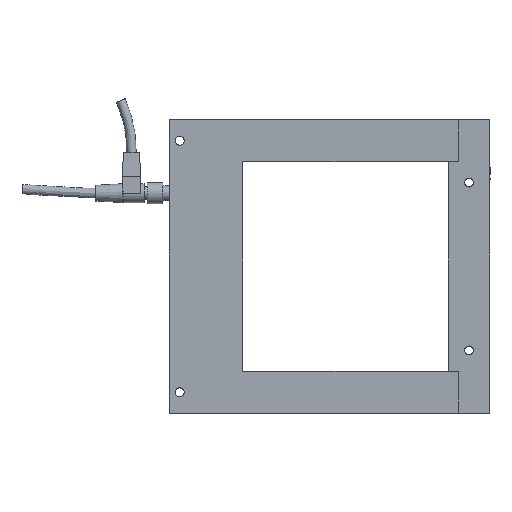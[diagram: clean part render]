
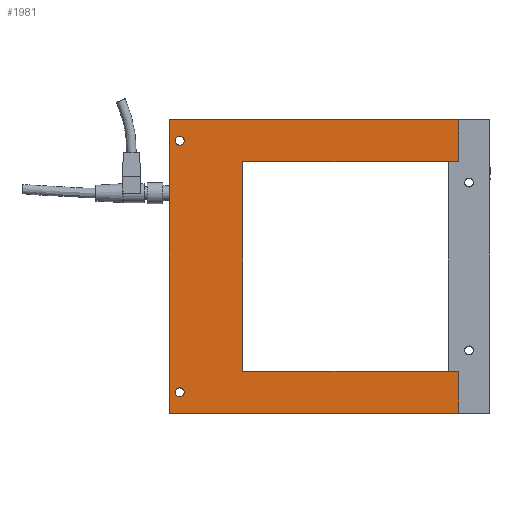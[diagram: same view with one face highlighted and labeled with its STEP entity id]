
A CAD part, top view. The second image highlights one B-rep face of the part: STEP entity #1981.
In plain terms, the highlighted planar face has unit normal (0, 0, 1).
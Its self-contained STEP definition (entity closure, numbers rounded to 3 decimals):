
#99=FACE_BOUND($,#380,.T.);
#100=FACE_BOUND($,#381,.T.);
#179=CIRCLE($,#2129,2.1);
#180=CIRCLE($,#2130,2.1);
#243=FACE_OUTER_BOUND($,#379,.T.);
#379=EDGE_LOOP($,(#1381,#1382,#1383,#1384,#1385,#1386,#1387,#1388));
#380=EDGE_LOOP($,(#1389));
#381=EDGE_LOOP($,(#1390));
#595=LINE($,#2959,#769);
#596=LINE($,#2961,#770);
#597=LINE($,#2963,#771);
#598=LINE($,#2965,#772);
#599=LINE($,#2967,#773);
#600=LINE($,#2969,#774);
#601=LINE($,#2971,#775);
#602=LINE($,#2972,#776);
#769=VECTOR($,#2349,140.);
#770=VECTOR($,#2350,138.);
#771=VECTOR($,#2351,20.);
#772=VECTOR($,#2352,103.);
#773=VECTOR($,#2353,100.);
#774=VECTOR($,#2354,103.);
#775=VECTOR($,#2355,20.);
#776=VECTOR($,#2356,138.);
#943=VERTEX_POINT($,#2957);
#944=VERTEX_POINT($,#2958);
#945=VERTEX_POINT($,#2960);
#946=VERTEX_POINT($,#2962);
#947=VERTEX_POINT($,#2964);
#948=VERTEX_POINT($,#2966);
#949=VERTEX_POINT($,#2968);
#950=VERTEX_POINT($,#2970);
#951=VERTEX_POINT($,#2973);
#952=VERTEX_POINT($,#2975);
#1129=EDGE_CURVE($,#943,#944,#595,.T.);
#1130=EDGE_CURVE($,#944,#945,#596,.T.);
#1131=EDGE_CURVE($,#945,#946,#597,.T.);
#1132=EDGE_CURVE($,#946,#947,#598,.T.);
#1133=EDGE_CURVE($,#947,#948,#599,.T.);
#1134=EDGE_CURVE($,#948,#949,#600,.T.);
#1135=EDGE_CURVE($,#949,#950,#601,.T.);
#1136=EDGE_CURVE($,#950,#943,#602,.T.);
#1137=EDGE_CURVE($,#951,#951,#179,.T.);
#1138=EDGE_CURVE($,#952,#952,#180,.T.);
#1381=ORIENTED_EDGE($,*,*,#1129,.T.);
#1382=ORIENTED_EDGE($,*,*,#1130,.T.);
#1383=ORIENTED_EDGE($,*,*,#1131,.T.);
#1384=ORIENTED_EDGE($,*,*,#1132,.T.);
#1385=ORIENTED_EDGE($,*,*,#1133,.T.);
#1386=ORIENTED_EDGE($,*,*,#1134,.T.);
#1387=ORIENTED_EDGE($,*,*,#1135,.T.);
#1388=ORIENTED_EDGE($,*,*,#1136,.T.);
#1389=ORIENTED_EDGE($,*,*,#1137,.T.);
#1390=ORIENTED_EDGE($,*,*,#1138,.T.);
#1885=PLANE($,#2128);
#1981=ADVANCED_FACE($,(#243,#99,#100),#1885,.T.);
#2128=AXIS2_PLACEMENT_3D($,#2956,#2347,#2348);
#2129=AXIS2_PLACEMENT_3D($,#2974,#2357,#2358);
#2130=AXIS2_PLACEMENT_3D($,#2976,#2359,#2360);
#2347=DIRECTION('center_axis',(0.,0.,1.));
#2348=DIRECTION('ref_axis',(1.,0.,0.));
#2349=DIRECTION($,(0.,-1.,0.));
#2350=DIRECTION($,(1.,0.,0.));
#2351=DIRECTION($,(0.,1.,0.));
#2352=DIRECTION($,(-1.,0.,0.));
#2353=DIRECTION($,(0.,1.,0.));
#2354=DIRECTION($,(1.,0.,0.));
#2355=DIRECTION($,(0.,1.,0.));
#2356=DIRECTION($,(-1.,0.,0.));
#2357=DIRECTION('center_axis',(0.,0.,-1.));
#2358=DIRECTION('ref_axis',(-1.,0.,0.));
#2359=DIRECTION('center_axis',(0.,0.,-1.));
#2360=DIRECTION('ref_axis',(-1.,0.,0.));
#2956=CARTESIAN_POINT('Origin',(50.989,-15.437,19.95));
#2957=CARTESIAN_POINT('',(-18.011,54.563,19.95));
#2958=CARTESIAN_POINT('',(-18.011,-85.437,19.95));
#2959=CARTESIAN_POINT($,(-18.011,-50.437,19.95));
#2960=CARTESIAN_POINT('',(119.989,-85.437,19.95));
#2961=CARTESIAN_POINT($,(85.489,-85.437,19.95));
#2962=CARTESIAN_POINT('',(119.989,-65.437,19.95));
#2963=CARTESIAN_POINT($,(119.989,-40.437,19.95));
#2964=CARTESIAN_POINT('',(16.989,-65.437,19.95));
#2965=CARTESIAN_POINT($,(33.989,-65.437,19.95));
#2966=CARTESIAN_POINT('',(16.989,34.563,19.95));
#2967=CARTESIAN_POINT($,(16.989,9.563,19.95));
#2968=CARTESIAN_POINT('',(119.989,34.563,19.95));
#2969=CARTESIAN_POINT($,(85.489,34.563,19.95));
#2970=CARTESIAN_POINT('',(119.989,54.563,19.95));
#2971=CARTESIAN_POINT($,(119.989,19.563,19.95));
#2972=CARTESIAN_POINT($,(16.489,54.563,19.95));
#2973=CARTESIAN_POINT('',(-10.911,-75.437,19.95));
#2974=CARTESIAN_POINT('Origin',(-13.011,-75.437,19.95));
#2975=CARTESIAN_POINT('',(-10.911,44.563,19.95));
#2976=CARTESIAN_POINT('Origin',(-13.011,44.563,19.95));
